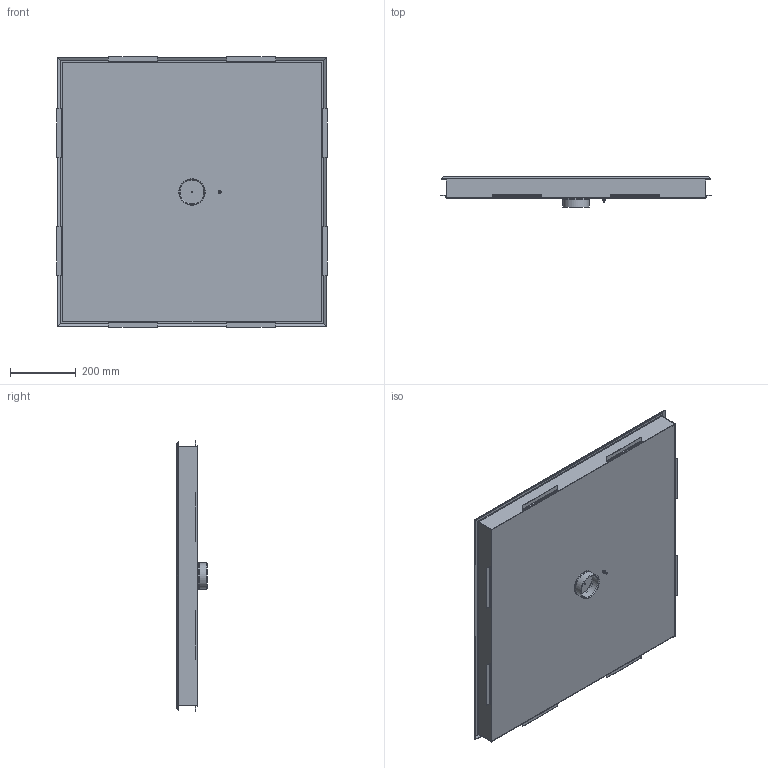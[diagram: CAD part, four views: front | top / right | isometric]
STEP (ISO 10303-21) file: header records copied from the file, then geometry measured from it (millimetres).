
FILE_DESCRIPTION (( 'STEP AP203' ), '1' );
FILE_NAME ('ÏÀ.80.1.000.00.000ÑÁ - Ïëàòî àýðîìàññàæíîå 800õ800 ïëèòêà.STEP', '2025-12-17T09:02:07', ( '' ), ( '' ), 'SwSTEP 2.0', 'SolidWorks 2022', '' );
FILE_SCHEMA (( 'CONFIG_CONTROL_DESIGN' ));
Length unit declared in the file: millimetre
Products named in the file (15): ПА.80.1.001.00.000СБ - Корпус; ВЗ.525.1.000.01.002 - Патрубок; СД.50.1.001.00.004 - Ребро_развертк; Болт M4x12 А2 DIN933; Шайба 4 А2 DIN127; ПА.80.1.001.00.001 - Дно; ПА.80.1.000.00.002 - Уплотнение; Гайка M4 А2 DIN934; ПА.80.1.000.00.001 - Крышка; ПА.80.1.001.00.004 - Фланец резьбовой; ПА.80.1.000.00.000СБ - Плато аэромассажное 800х800 плитка; Винт M6x14 А2 DIN 7991; ПА.80.1.001.00.003 - Стенка короткая; ПА.80.1.001.00.002 - Стенка длинная; Шайба 4,3 А2 DIN125
Assembly tree (39 placements, depth 3):
  ПА.80.1.000.00.000СБ - Плато аэромассажное 800х800 плитка
    ПА.80.1.001.00.000СБ - Корпус
      ПА.80.1.001.00.004 - Фланец резьбовой
      ПА.80.1.001.00.001 - Дно
      ВЗ.525.1.000.01.002 - Патрубок
      Болт M4x12 А2 DIN933
      ПА.80.1.001.00.003 - Стенка короткая  x2
      ПА.80.1.001.00.002 - Стенка длинная  x2
      СД.50.1.001.00.004 - Ребро_развертк  x8
    ПА.80.1.000.00.002 - Уплотнение
    ПА.80.1.000.00.001 - Крышка
    Гайка M4 А2 DIN934
    Шайба 4 А2 DIN127
    Шайба 4,3 А2 DIN125  x2
    Винт M6x14 А2 DIN 7991  x16
Bounding box: 823 x 92 x 823 mm (x, y, z)
Volume: 2617719.6 mm3; surface area: 3385507.9 mm2
Topology: 38 solids, 38 shells, 812 faces, 2037 edges, 1305 vertices
Faces by surface type: plane 422, cylinder 275, cone 91, torus 16, bspline 8
Full cylindrical faces by diameter (mm): 3.3 x1, 4 x122, 4.02 x16, 4.3 x2, 5 x16, 6 x16, 6.5 x16, 7 x16, 9 x2, 11.57 x16, 72 x1, 78 x3, 80 x2
Entity records: 13343 total; most frequent: CARTESIAN_POINT 2112, DIRECTION 1896, ORIENTED_EDGE 1396, EDGE_LOOP 946, AXIS2_PLACEMENT_3D 838, EDGE_CURVE 698, VERTEX_POINT 582, FACE_OUTER_BOUND 552
